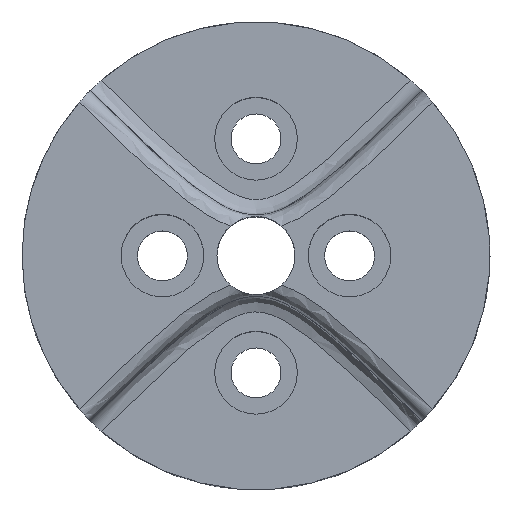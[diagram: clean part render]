
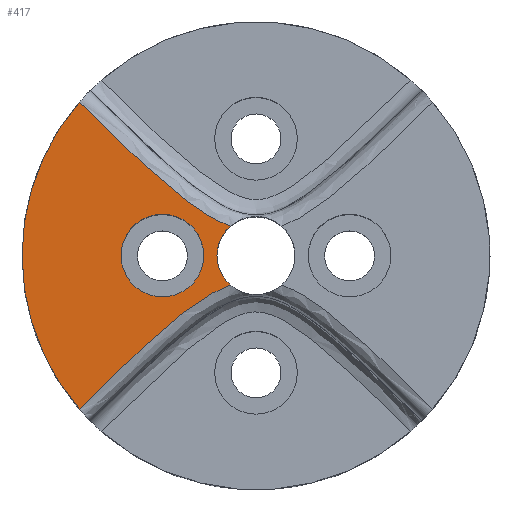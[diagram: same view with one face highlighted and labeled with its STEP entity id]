
A CAD part, top view. The second image highlights one B-rep face of the part: STEP entity #417.
In plain terms, the highlighted planar face has unit normal (0, 0, 1).
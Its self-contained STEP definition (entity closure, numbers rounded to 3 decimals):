
#58=B_SPLINE_CURVE_WITH_KNOTS('',3,(#1154,#1155,#1156,#1157,#1158,#1159,
#1160,#1161,#1162),.UNSPECIFIED.,.F.,.F.,(4,1,1,1,1,1,4),(-1.265,
-1.227,-1.125,-1.023,-0.818,
-0.409,-0.004),.UNSPECIFIED.);
#65=B_SPLINE_CURVE_WITH_KNOTS('',3,(#1339,#1340,#1341,#1342,#1343,#1344,
#1345,#1346),.UNSPECIFIED.,.F.,.F.,(4,1,1,1,1,4),(-2.86,-2.455,
-2.045,-1.841,-1.636,-1.599),
 .UNSPECIFIED.);
#86=FACE_BOUND('',#132,.T.);
#99=FACE_OUTER_BOUND('',#131,.T.);
#131=EDGE_LOOP('',(#311,#312,#313,#314,#315,#316));
#132=EDGE_LOOP('',(#317));
#165=CIRCLE('',#464,2.5);
#166=CIRCLE('',#465,2.5);
#167=CIRCLE('',#466,15.);
#168=CIRCLE('',#467,15.);
#169=CIRCLE('',#468,2.65);
#198=VERTEX_POINT('',#1122);
#199=VERTEX_POINT('',#1153);
#203=VERTEX_POINT('',#1334);
#204=VERTEX_POINT('',#1336);
#205=VERTEX_POINT('',#1338);
#206=VERTEX_POINT('',#1347);
#207=VERTEX_POINT('',#1350);
#240=EDGE_CURVE('',#198,#199,#58,.T.);
#247=EDGE_CURVE('',#198,#203,#165,.T.);
#248=EDGE_CURVE('',#203,#204,#166,.T.);
#249=EDGE_CURVE('',#205,#204,#65,.T.);
#250=EDGE_CURVE('',#205,#206,#167,.T.);
#251=EDGE_CURVE('',#206,#199,#168,.T.);
#252=EDGE_CURVE('',#207,#207,#169,.T.);
#311=ORIENTED_EDGE('',*,*,#240,.F.);
#312=ORIENTED_EDGE('',*,*,#247,.T.);
#313=ORIENTED_EDGE('',*,*,#248,.T.);
#314=ORIENTED_EDGE('',*,*,#249,.F.);
#315=ORIENTED_EDGE('',*,*,#250,.T.);
#316=ORIENTED_EDGE('',*,*,#251,.T.);
#317=ORIENTED_EDGE('',*,*,#252,.T.);
#404=PLANE('',#463);
#417=ADVANCED_FACE('',(#99,#86),#404,.T.);
#463=AXIS2_PLACEMENT_3D('',#1333,#526,#527);
#464=AXIS2_PLACEMENT_3D('',#1335,#528,#529);
#465=AXIS2_PLACEMENT_3D('',#1337,#530,#531);
#466=AXIS2_PLACEMENT_3D('',#1348,#532,#533);
#467=AXIS2_PLACEMENT_3D('',#1349,#534,#535);
#468=AXIS2_PLACEMENT_3D('',#1351,#536,#537);
#526=DIRECTION('center_axis',(0.,0.,1.));
#527=DIRECTION('ref_axis',(-1.,0.,0.));
#528=DIRECTION('center_axis',(0.,0.,-1.));
#529=DIRECTION('ref_axis',(-1.,0.,0.));
#530=DIRECTION('center_axis',(0.,0.,-1.));
#531=DIRECTION('ref_axis',(-1.,0.,0.));
#532=DIRECTION('center_axis',(0.,0.,1.));
#533=DIRECTION('ref_axis',(-1.,0.,0.));
#534=DIRECTION('center_axis',(0.,0.,1.));
#535=DIRECTION('ref_axis',(-1.,0.,0.));
#536=DIRECTION('center_axis',(0.,0.,-1.));
#537=DIRECTION('ref_axis',(-1.,0.,0.));
#1122=CARTESIAN_POINT('',(-1.637,-1.889,17.));
#1153=CARTESIAN_POINT('',(-11.323,-9.838,17.));
#1154=CARTESIAN_POINT('Ctrl Pts',(-1.637,-1.89,17.));
#1155=CARTESIAN_POINT('Ctrl Pts',(-1.756,-1.931,17.));
#1156=CARTESIAN_POINT('Ctrl Pts',(-2.194,-2.097,17.));
#1157=CARTESIAN_POINT('Ctrl Pts',(-2.913,-2.461,17.));
#1158=CARTESIAN_POINT('Ctrl Pts',(-4.064,-3.195,17.));
#1159=CARTESIAN_POINT('Ctrl Pts',(-5.942,-4.672,17.));
#1160=CARTESIAN_POINT('Ctrl Pts',(-8.434,-6.981,17.));
#1161=CARTESIAN_POINT('Ctrl Pts',(-10.367,-8.883,17.));
#1162=CARTESIAN_POINT('Ctrl Pts',(-11.323,-9.838,17.));
#1333=CARTESIAN_POINT('Origin',(0.,0.,17.));
#1334=CARTESIAN_POINT('',(-2.5,0.,17.));
#1335=CARTESIAN_POINT('Origin',(0.,0.,17.));
#1336=CARTESIAN_POINT('',(-1.637,1.889,17.));
#1337=CARTESIAN_POINT('Origin',(0.,0.,17.));
#1338=CARTESIAN_POINT('',(-11.323,9.838,17.));
#1339=CARTESIAN_POINT('Ctrl Pts',(-11.323,9.838,17.));
#1340=CARTESIAN_POINT('Ctrl Pts',(-10.367,8.883,17.));
#1341=CARTESIAN_POINT('Ctrl Pts',(-8.434,6.98,17.));
#1342=CARTESIAN_POINT('Ctrl Pts',(-5.944,4.671,17.));
#1343=CARTESIAN_POINT('Ctrl Pts',(-3.793,2.987,17.));
#1344=CARTESIAN_POINT('Ctrl Pts',(-2.514,2.218,17.));
#1345=CARTESIAN_POINT('Ctrl Pts',(-1.756,1.933,17.));
#1346=CARTESIAN_POINT('Ctrl Pts',(-1.636,1.892,17.));
#1347=CARTESIAN_POINT('',(-15.,0.,17.));
#1348=CARTESIAN_POINT('Origin',(0.,0.,17.));
#1349=CARTESIAN_POINT('Origin',(0.,0.,17.));
#1350=CARTESIAN_POINT('',(-3.35,0.,17.));
#1351=CARTESIAN_POINT('Origin',(-6.,0.,17.));
